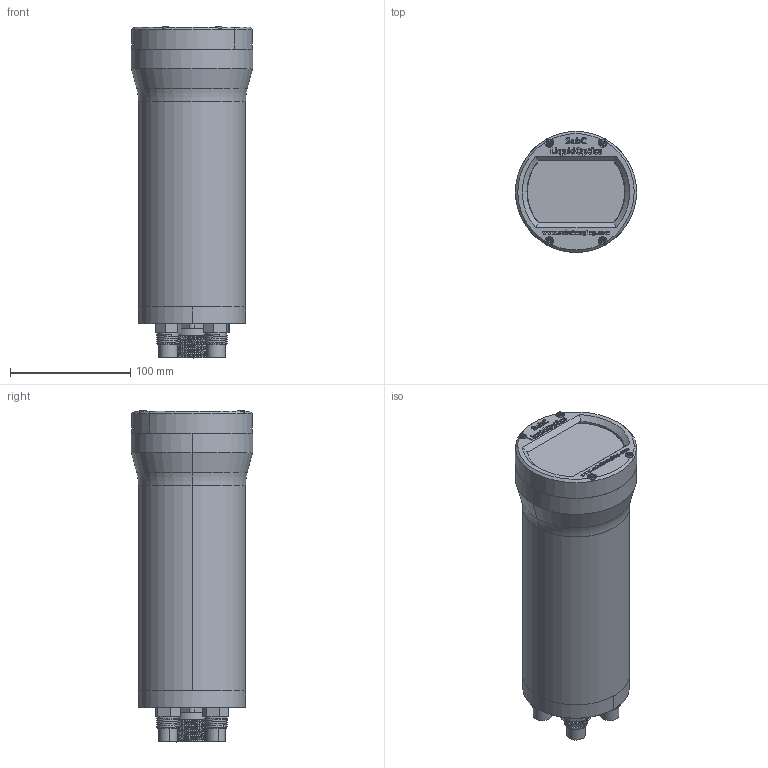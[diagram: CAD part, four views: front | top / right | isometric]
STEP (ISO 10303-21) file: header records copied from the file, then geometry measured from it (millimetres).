
FILE_DESCRIPTION (( 'STEP AP203' ), '1' );
FILE_NAME ('Observe SUBC39-MINK10-V2.STEP', '2025-09-11T16:05:31', ( '' ), ( '' ), 'SwSTEP 2.0', 'SolidWorks 2019', '' );
FILE_SCHEMA (( 'CONFIG_CONTROL_DESIGN' ));
Length unit declared in the file: millimetre
Products named in the file (1): Observe SUBC39-MINK10-V2
Bounding box: 100.8 x 100.8 x 276.06 mm (x, y, z)
Surface area: 113307.8 mm2 (no closed solid volume)
Topology: 0 solids, 38 shells, 558 faces, 3375 edges, 2810 vertices
Faces by surface type: plane 269, cylinder 157, bspline 74, cone 56, torus 2
Entity records: 46830 total; most frequent: CARTESIAN_POINT 24089, ORIENTED_EDGE 4340, DIRECTION 3507, EDGE_CURVE 3375, VERTEX_POINT 2810, VECTOR 1815, LINE 1815, B_SPLINE_CURVE_WITH_KNOTS 1159
